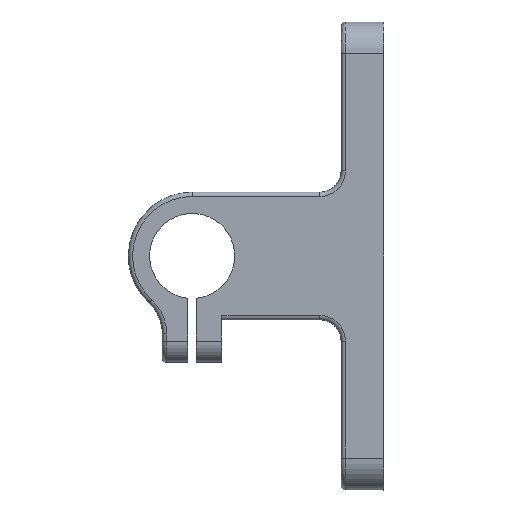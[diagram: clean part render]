
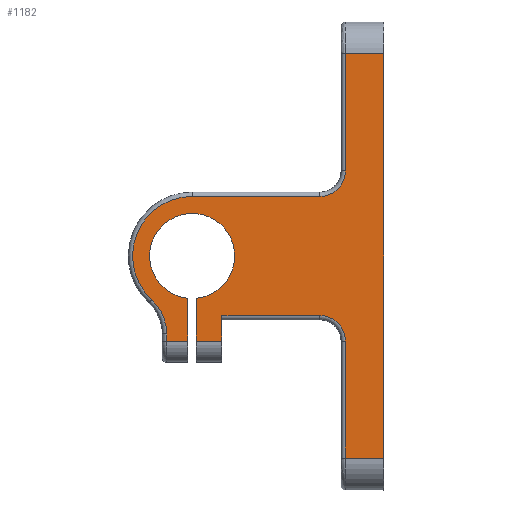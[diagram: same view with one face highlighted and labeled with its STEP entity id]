
A CAD part, left-side view. The second image highlights one B-rep face of the part: STEP entity #1182.
In plain terms, the highlighted planar face has unit normal (-1, 0, 0).
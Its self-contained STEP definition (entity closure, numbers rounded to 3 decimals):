
#48=PLANE('',#1341);
#128=FACE_OUTER_BOUND('',#206,.T.);
#206=EDGE_LOOP('',(#1064,#1065,#1066,#1067,#1068,#1069,#1070,#1071,#1072,
#1073,#1074,#1075,#1076,#1077,#1078,#1079,#1080,#1081));
#207=LINE('',#1730,#297);
#209=LINE('',#1744,#299);
#221=LINE('',#1841,#311);
#222=LINE('',#1858,#312);
#232=LINE('',#1968,#322);
#244=LINE('',#2000,#334);
#245=LINE('',#2007,#335);
#250=LINE('',#2019,#340);
#253=LINE('',#2029,#343);
#257=LINE('',#2039,#347);
#258=LINE('',#2045,#348);
#295=LINE('',#2171,#385);
#296=LINE('',#2174,#386);
#297=VECTOR('',#1348,10.);
#299=VECTOR('',#1364,10.);
#311=VECTOR('',#1414,10.);
#312=VECTOR('',#1435,10.);
#322=VECTOR('',#1511,10.);
#334=VECTOR('',#1541,10.);
#335=VECTOR('',#1548,10.);
#340=VECTOR('',#1559,10.);
#343=VECTOR('',#1570,10.);
#347=VECTOR('',#1582,10.);
#348=VECTOR('',#1591,10.);
#385=VECTOR('',#1710,10.);
#386=VECTOR('',#1715,10.);
#390=CIRCLE('',#1202,6.);
#406=CIRCLE('',#1227,14.);
#409=CIRCLE('',#1231,11.);
#436=CIRCLE('',#1270,6.);
#465=CIRCLE('',#1339,10.);
#467=VERTEX_POINT('',#1727);
#468=VERTEX_POINT('',#1729);
#471=VERTEX_POINT('',#1736);
#473=VERTEX_POINT('',#1742);
#486=VERTEX_POINT('',#1834);
#489=VERTEX_POINT('',#1839);
#491=VERTEX_POINT('',#1844);
#493=VERTEX_POINT('',#1850);
#495=VERTEX_POINT('',#1856);
#515=VERTEX_POINT('',#1960);
#517=VERTEX_POINT('',#1966);
#528=VERTEX_POINT('',#1999);
#530=VERTEX_POINT('',#2004);
#531=VERTEX_POINT('',#2006);
#535=VERTEX_POINT('',#2018);
#538=VERTEX_POINT('',#2027);
#540=VERTEX_POINT('',#2037);
#571=VERTEX_POINT('',#2170);
#573=EDGE_CURVE('',#467,#468,#207,.T.);
#577=EDGE_CURVE('',#471,#467,#390,.T.);
#580=EDGE_CURVE('',#473,#471,#209,.T.);
#604=EDGE_CURVE('',#489,#486,#221,.T.);
#606=EDGE_CURVE('',#491,#489,#406,.T.);
#609=EDGE_CURVE('',#493,#491,#409,.T.);
#612=EDGE_CURVE('',#495,#493,#222,.T.);
#645=EDGE_CURVE('',#517,#515,#232,.T.);
#648=EDGE_CURVE('',#486,#517,#436,.T.);
#662=EDGE_CURVE('',#515,#528,#244,.T.);
#665=EDGE_CURVE('',#530,#531,#245,.T.);
#671=EDGE_CURVE('',#535,#531,#250,.T.);
#677=EDGE_CURVE('',#538,#495,#253,.T.);
#682=EDGE_CURVE('',#538,#540,#257,.T.);
#685=EDGE_CURVE('',#530,#468,#258,.T.);
#738=EDGE_CURVE('',#571,#528,#295,.T.);
#740=EDGE_CURVE('',#571,#473,#296,.T.);
#741=EDGE_CURVE('',#540,#535,#465,.T.);
#1064=ORIENTED_EDGE('',*,*,#580,.F.);
#1065=ORIENTED_EDGE('',*,*,#740,.F.);
#1066=ORIENTED_EDGE('',*,*,#738,.T.);
#1067=ORIENTED_EDGE('',*,*,#662,.F.);
#1068=ORIENTED_EDGE('',*,*,#645,.F.);
#1069=ORIENTED_EDGE('',*,*,#648,.F.);
#1070=ORIENTED_EDGE('',*,*,#604,.F.);
#1071=ORIENTED_EDGE('',*,*,#606,.F.);
#1072=ORIENTED_EDGE('',*,*,#609,.F.);
#1073=ORIENTED_EDGE('',*,*,#612,.F.);
#1074=ORIENTED_EDGE('',*,*,#677,.F.);
#1075=ORIENTED_EDGE('',*,*,#682,.T.);
#1076=ORIENTED_EDGE('',*,*,#741,.T.);
#1077=ORIENTED_EDGE('',*,*,#671,.T.);
#1078=ORIENTED_EDGE('',*,*,#665,.F.);
#1079=ORIENTED_EDGE('',*,*,#685,.T.);
#1080=ORIENTED_EDGE('',*,*,#573,.F.);
#1081=ORIENTED_EDGE('',*,*,#577,.F.);
#1182=ADVANCED_FACE('',(#128),#48,.F.);
#1202=AXIS2_PLACEMENT_3D('',#1738,#1356,#1357);
#1227=AXIS2_PLACEMENT_3D('',#1846,#1419,#1420);
#1231=AXIS2_PLACEMENT_3D('',#1852,#1427,#1428);
#1270=AXIS2_PLACEMENT_3D('',#1972,#1517,#1518);
#1339=AXIS2_PLACEMENT_3D('',#2176,#1718,#1719);
#1341=AXIS2_PLACEMENT_3D('',#2178,#1722,#1723);
#1348=DIRECTION('',(0.,1.,0.));
#1356=DIRECTION('center_axis',(-1.,0.,0.));
#1357=DIRECTION('ref_axis',(0.,-0.707,0.707));
#1364=DIRECTION('',(0.,0.,1.));
#1414=DIRECTION('',(0.,-1.,0.));
#1419=DIRECTION('center_axis',(1.,0.,0.));
#1420=DIRECTION('ref_axis',(0.,0.931,0.365));
#1427=DIRECTION('center_axis',(-1.,0.,0.));
#1428=DIRECTION('ref_axis',(0.,-0.917,0.4));
#1435=DIRECTION('',(0.,0.,1.));
#1511=DIRECTION('',(0.,0.,1.));
#1517=DIRECTION('center_axis',(-1.,0.,0.));
#1518=DIRECTION('ref_axis',(0.,-0.707,-0.707));
#1541=DIRECTION('',(0.,-1.,0.));
#1548=DIRECTION('',(0.,1.,0.));
#1559=DIRECTION('',(0.,0.,-1.));
#1570=DIRECTION('',(0.,1.,0.));
#1582=DIRECTION('',(0.,0.,1.));
#1591=DIRECTION('',(0.,0.,1.));
#1710=DIRECTION('',(0.,0.,1.));
#1715=DIRECTION('',(0.,1.,0.));
#1718=DIRECTION('center_axis',(1.,0.,0.));
#1719=DIRECTION('ref_axis',(0.,0.1,-0.995));
#1722=DIRECTION('center_axis',(1.,0.,0.));
#1723=DIRECTION('ref_axis',(0.,0.,-1.));
#1727=CARTESIAN_POINT('',(0.,-30.,-14.));
#1729=CARTESIAN_POINT('',(0.,-7.,-14.));
#1730=CARTESIAN_POINT('',(0.,-25.,-14.));
#1736=CARTESIAN_POINT('',(0.,-36.,-20.));
#1738=CARTESIAN_POINT('Origin',(0.,-30.,-20.));
#1742=CARTESIAN_POINT('',(0.,-36.,-47.5));
#1744=CARTESIAN_POINT('',(0.,-36.,-27.5));
#1834=CARTESIAN_POINT('',(0.,-30.,14.));
#1839=CARTESIAN_POINT('',(0.,0.,14.));
#1841=CARTESIAN_POINT('',(0.,-7.5,14.));
#1844=CARTESIAN_POINT('',(0.,9.52,-10.265));
#1846=CARTESIAN_POINT('Origin',(0.,0.,0.));
#1850=CARTESIAN_POINT('',(0.,6.,-18.33));
#1852=CARTESIAN_POINT('Origin',(0.,17.,-18.33));
#1856=CARTESIAN_POINT('',(0.,6.,-20.));
#1858=CARTESIAN_POINT('',(0.,6.,-12.5));
#1960=CARTESIAN_POINT('',(0.,-36.,47.5));
#1966=CARTESIAN_POINT('',(0.,-36.,20.));
#1968=CARTESIAN_POINT('',(0.,-36.,7.5));
#1972=CARTESIAN_POINT('Origin',(0.,-30.,20.));
#1999=CARTESIAN_POINT('',(0.,-45.,47.5));
#2000=CARTESIAN_POINT('',(0.,-25.,47.5));
#2004=CARTESIAN_POINT('',(0.,-7.,-20.));
#2006=CARTESIAN_POINT('',(0.,-1.,-20.));
#2007=CARTESIAN_POINT('',(0.,-11.,-20.));
#2018=CARTESIAN_POINT('',(0.,-1.,-9.95));
#2019=CARTESIAN_POINT('',(0.,-1.,-9.95));
#2027=CARTESIAN_POINT('',(0.,1.,-20.));
#2029=CARTESIAN_POINT('',(0.,-7.,-20.));
#2037=CARTESIAN_POINT('',(0.,1.,-9.95));
#2039=CARTESIAN_POINT('',(0.,1.,-25.));
#2045=CARTESIAN_POINT('',(0.,-7.,-25.));
#2170=CARTESIAN_POINT('',(0.,-45.,-47.5));
#2171=CARTESIAN_POINT('',(0.,-45.,-55.));
#2174=CARTESIAN_POINT('',(0.,-30.,-47.5));
#2176=CARTESIAN_POINT('Origin',(0.,0.,0.));
#2178=CARTESIAN_POINT('Origin',(0.,-15.,0.));
